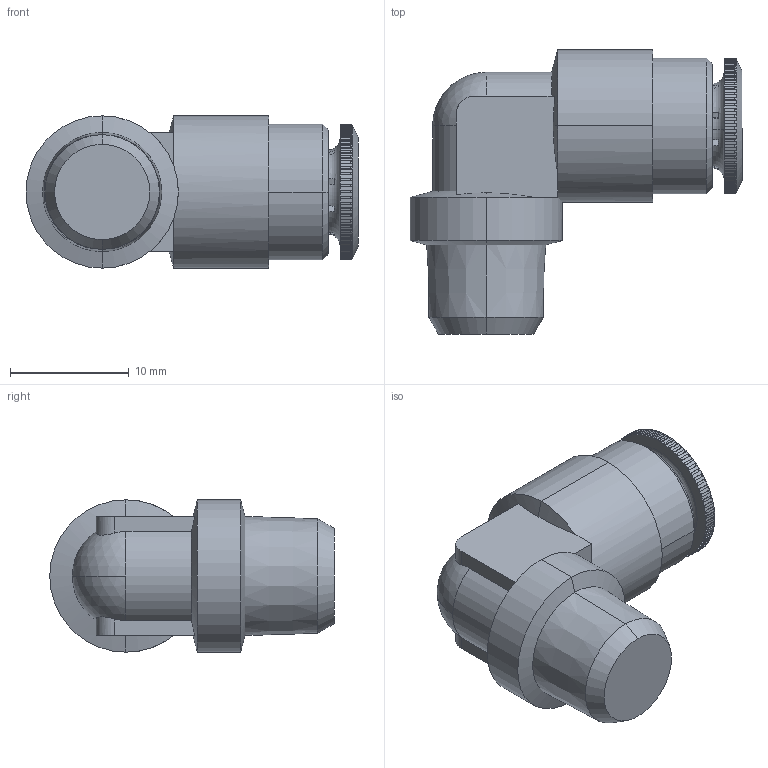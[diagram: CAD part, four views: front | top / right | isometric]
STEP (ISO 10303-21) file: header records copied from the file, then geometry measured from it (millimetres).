
FILE_DESCRIPTION (( 'STEP AP214' ), '1' );
FILE_NAME ('5810000008A.step', '2012-10-16T19:15:56', ( '' ), ( '' ), 'SwSTEP 2.0', 'SolidWorks 2012', '' );
FILE_SCHEMA (( 'AUTOMOTIVE_DESIGN' ));
Length unit declared in the file: millimetre
Products named in the file (1): 5810000008A
Bounding box: 27.9 x 23.9 x 12.8 mm (x, y, z)
Volume: 3604.6 mm3; surface area: 1742.6 mm2
Topology: 1 solids, 1 shells, 357 faces, 1062 edges, 702 vertices
Faces by surface type: plane 249, cylinder 82, cone 18, torus 6, sphere 2
Entity records: 13528 total; most frequent: CARTESIAN_POINT 2933, ORIENTED_EDGE 2124, DIRECTION 1764, EDGE_CURVE 1062, VERTEX_POINT 702, AXIS2_PLACEMENT_3D 591, LINE 582, VECTOR 582
